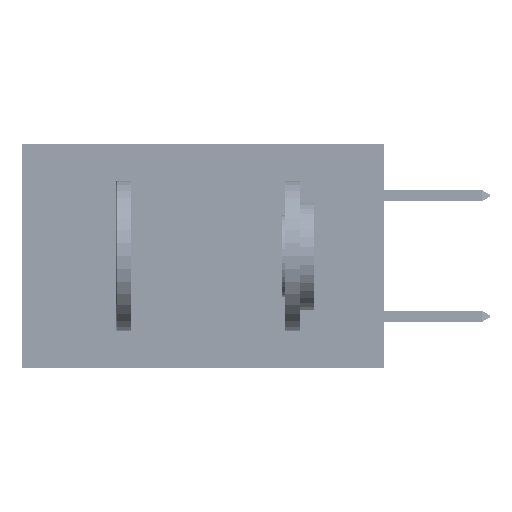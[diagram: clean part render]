
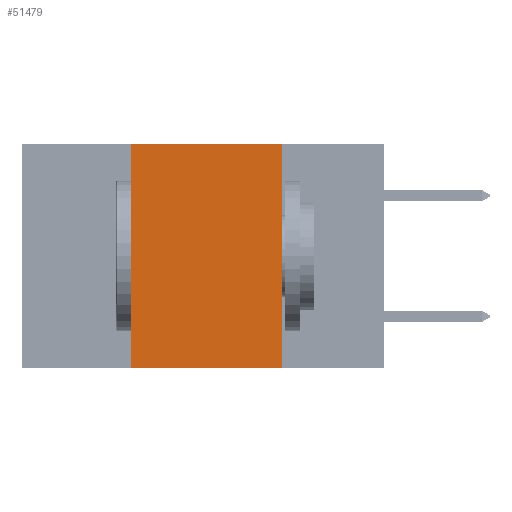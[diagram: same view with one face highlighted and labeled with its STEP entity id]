
A CAD part, left-side view. The second image highlights one B-rep face of the part: STEP entity #51479.
In plain terms, the highlighted planar face has unit normal (-1, 0, 0).
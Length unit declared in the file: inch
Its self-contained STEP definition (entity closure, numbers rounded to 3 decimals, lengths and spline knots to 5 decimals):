
#497 = CARTESIAN_POINT ( 'NONE',  ( 0., 0.6, -0.37 ) ) ;
#1472 = VECTOR ( 'NONE', #9842, 39.37008 ) ;
#1482 = EDGE_CURVE ( 'NONE', #28248, #2712, #11894, .T. ) ;
#2009 = DIRECTION ( 'NONE',  ( 1., 0., 0. ) ) ;
#2712 = VERTEX_POINT ( 'NONE', #32644 ) ;
#4175 = CARTESIAN_POINT ( 'NONE',  ( 0., 0.42, -0.37 ) ) ;
#5322 = VERTEX_POINT ( 'NONE', #37450 ) ;
#5498 = EDGE_CURVE ( 'NONE', #48683, #5322, #8520, .T. ) ;
#7655 = EDGE_CURVE ( 'NONE', #5322, #2712, #18441, .T. ) ;
#8520 = LINE ( 'NONE', #22673, #1472 ) ;
#8553 = DIRECTION ( 'NONE',  ( 0., 0., -1. ) ) ;
#9842 = DIRECTION ( 'NONE',  ( 0., -1., 0. ) ) ;
#10390 = ORIENTED_EDGE ( 'NONE', *, *, #1482, .T. ) ;
#10653 = LINE ( 'NONE', #39492, #52697 ) ;
#10907 = ORIENTED_EDGE ( 'NONE', *, *, #5498, .F. ) ;
#10927 = EDGE_CURVE ( 'NONE', #28248, #48683, #10653, .T. ) ;
#11894 = LINE ( 'NONE', #497, #38670 ) ;
#14472 = AXIS2_PLACEMENT_3D ( 'NONE', #27142, #2009, #31019 ) ;
#16716 = DIRECTION ( 'NONE',  ( 0., -1., 0. ) ) ;
#18190 = PLANE ( 'NONE',  #14472 ) ;
#18441 = LINE ( 'NONE', #40920, #52198 ) ;
#22673 = CARTESIAN_POINT ( 'NONE',  ( 0., 0.6, 0. ) ) ;
#22775 = DIRECTION ( 'NONE',  ( 0., 0., 1. ) ) ;
#22871 = ORIENTED_EDGE ( 'NONE', *, *, #10927, .F. ) ;
#27142 = CARTESIAN_POINT ( 'NONE',  ( 0., 0.6, 0. ) ) ;
#28248 = VERTEX_POINT ( 'NONE', #4175 ) ;
#30007 = CARTESIAN_POINT ( 'NONE',  ( 0., 0.42, 0. ) ) ;
#30494 = FACE_OUTER_BOUND ( 'NONE', #47689, .T. ) ;
#31019 = DIRECTION ( 'NONE',  ( 0., 0., -1. ) ) ;
#32644 = CARTESIAN_POINT ( 'NONE',  ( 0., 0.17, -0.37 ) ) ;
#37450 = CARTESIAN_POINT ( 'NONE',  ( 0., 0.17, 0. ) ) ;
#38670 = VECTOR ( 'NONE', #16716, 39.37008 ) ;
#39492 = CARTESIAN_POINT ( 'NONE',  ( 0., 0.42, 0. ) ) ;
#39673 = ORIENTED_EDGE ( 'NONE', *, *, #7655, .F. ) ;
#40920 = CARTESIAN_POINT ( 'NONE',  ( 0., 0.17, 0. ) ) ;
#47689 = EDGE_LOOP ( 'NONE', ( #39673, #10907, #22871, #10390 ) ) ;
#48683 = VERTEX_POINT ( 'NONE', #30007 ) ;
#51479 = ADVANCED_FACE ( 'NONE', ( #30494 ), #18190, .F. ) ;
#52198 = VECTOR ( 'NONE', #8553, 39.37008 ) ;
#52697 = VECTOR ( 'NONE', #22775, 39.37008 ) ;
